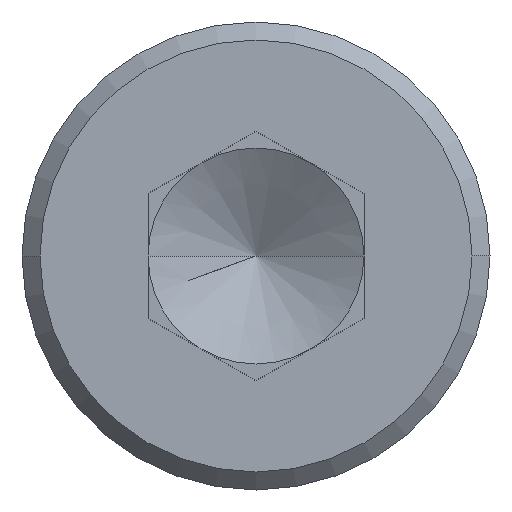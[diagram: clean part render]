
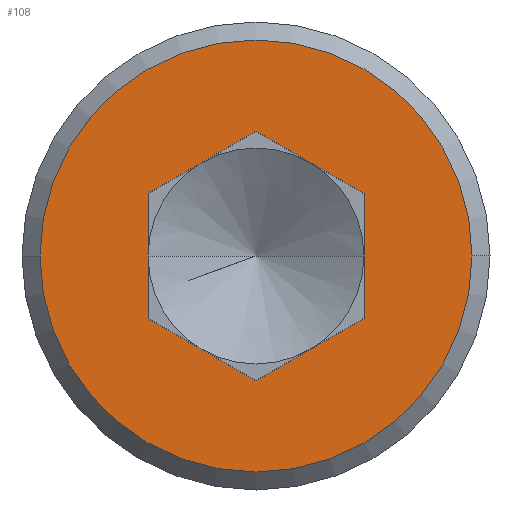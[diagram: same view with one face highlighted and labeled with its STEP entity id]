
A CAD part, left-side view. The second image highlights one B-rep face of the part: STEP entity #108.
In plain terms, the highlighted planar face has unit normal (-1, 0, 0).
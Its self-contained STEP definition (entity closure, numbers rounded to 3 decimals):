
#108 = ADVANCED_FACE( '', ( #178, #179 ), #180, .T. );
#178 = FACE_BOUND( '', #249, .T. );
#179 = FACE_OUTER_BOUND( '', #250, .T. );
#180 = PLANE( '', #251 );
#249 = EDGE_LOOP( '', ( #491, #492, #493, #494, #495, #496 ) );
#250 = EDGE_LOOP( '', ( #497, #498 ) );
#251 = AXIS2_PLACEMENT_3D( '', #499, #500, #501 );
#491 = ORIENTED_EDGE( '', *, *, #555, .T. );
#492 = ORIENTED_EDGE( '', *, *, #565, .T. );
#493 = ORIENTED_EDGE( '', *, *, #563, .T. );
#494 = ORIENTED_EDGE( '', *, *, #561, .T. );
#495 = ORIENTED_EDGE( '', *, *, #559, .T. );
#496 = ORIENTED_EDGE( '', *, *, #557, .T. );
#497 = ORIENTED_EDGE( '', *, *, #505, .T. );
#498 = ORIENTED_EDGE( '', *, *, #575, .T. );
#499 = CARTESIAN_POINT( '', ( 0., 3., 0. ) );
#500 = DIRECTION( '', ( -1., 0., 0. ) );
#501 = DIRECTION( '', ( 0., 1., 0. ) );
#505 = EDGE_CURVE( '', #577, #581, #583, .T. );
#555 = EDGE_CURVE( '', #668, #666, #669, .T. );
#557 = EDGE_CURVE( '', #671, #668, #672, .T. );
#559 = EDGE_CURVE( '', #674, #671, #675, .T. );
#561 = EDGE_CURVE( '', #677, #674, #678, .T. );
#563 = EDGE_CURVE( '', #680, #677, #681, .T. );
#565 = EDGE_CURVE( '', #666, #680, #683, .T. );
#575 = EDGE_CURVE( '', #581, #577, #694, .T. );
#577 = VERTEX_POINT( '', #696 );
#581 = VERTEX_POINT( '', #701 );
#583 = CIRCLE( '', #704, 6. );
#666 = VERTEX_POINT( '', #811 );
#668 = VERTEX_POINT( '', #814 );
#669 = LINE( '', #815, #816 );
#671 = VERTEX_POINT( '', #819 );
#672 = LINE( '', #820, #821 );
#674 = VERTEX_POINT( '', #824 );
#675 = LINE( '', #825, #826 );
#677 = VERTEX_POINT( '', #829 );
#678 = LINE( '', #830, #831 );
#680 = VERTEX_POINT( '', #834 );
#681 = LINE( '', #835, #836 );
#683 = LINE( '', #839, #840 );
#694 = CIRCLE( '', #851, 6. );
#696 = CARTESIAN_POINT( '', ( 0., 6., 0. ) );
#701 = CARTESIAN_POINT( '', ( 0., -6., 0. ) );
#704 = AXIS2_PLACEMENT_3D( '', #857, #858, #859 );
#811 = CARTESIAN_POINT( '', ( 0., -3., 1.732 ) );
#814 = CARTESIAN_POINT( '', ( 0., 0., 3.464 ) );
#815 = CARTESIAN_POINT( '', ( 0., -1.125, 2.815 ) );
#816 = VECTOR( '', #957, 1. );
#819 = CARTESIAN_POINT( '', ( 0., 3., 1.732 ) );
#820 = CARTESIAN_POINT( '', ( 0., 1.875, 2.382 ) );
#821 = VECTOR( '', #959, 1. );
#824 = CARTESIAN_POINT( '', ( 0., 3., -1.732 ) );
#825 = CARTESIAN_POINT( '', ( 0., 3., 0.866 ) );
#826 = VECTOR( '', #961, 1. );
#829 = CARTESIAN_POINT( '', ( 0., 0., -3.464 ) );
#830 = CARTESIAN_POINT( '', ( 0., 3.375, -1.516 ) );
#831 = VECTOR( '', #963, 1. );
#834 = CARTESIAN_POINT( '', ( 0., -3., -1.732 ) );
#835 = CARTESIAN_POINT( '', ( 0., 0.375, -3.681 ) );
#836 = VECTOR( '', #965, 1. );
#839 = CARTESIAN_POINT( '', ( 0., -3., -0.866 ) );
#840 = VECTOR( '', #967, 1. );
#851 = AXIS2_PLACEMENT_3D( '', #995, #996, #997 );
#857 = CARTESIAN_POINT( '', ( 0., 0., 0. ) );
#858 = DIRECTION( '', ( -1., 0., 0. ) );
#859 = DIRECTION( '', ( 0., 1., 0. ) );
#957 = DIRECTION( '', ( 0., -0.866, -0.5 ) );
#959 = DIRECTION( '', ( 0., -0.866, 0.5 ) );
#961 = DIRECTION( '', ( 0., 0., 1. ) );
#963 = DIRECTION( '', ( 0., 0.866, 0.5 ) );
#965 = DIRECTION( '', ( 0., 0.866, -0.5 ) );
#967 = DIRECTION( '', ( 0., 0., -1. ) );
#995 = CARTESIAN_POINT( '', ( 0., 0., 0. ) );
#996 = DIRECTION( '', ( -1., 0., 0. ) );
#997 = DIRECTION( '', ( 0., 1., 0. ) );
